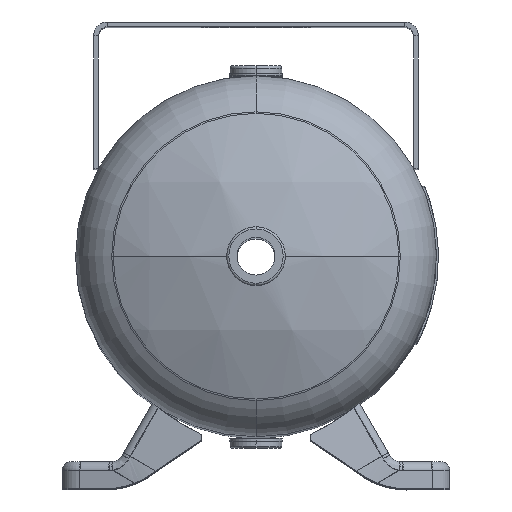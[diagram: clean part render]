
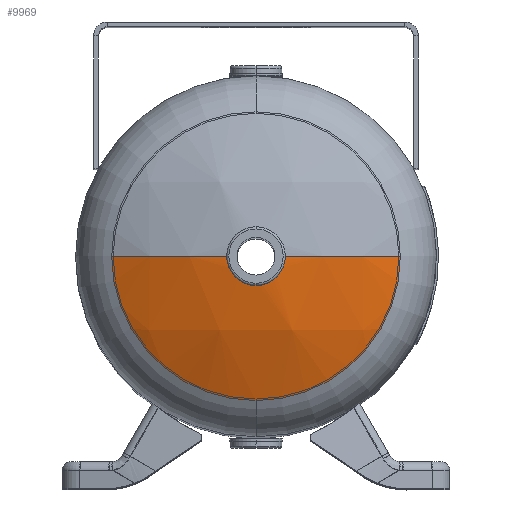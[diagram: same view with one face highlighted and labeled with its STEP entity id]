
A CAD part, top view. The second image highlights one B-rep face of the part: STEP entity #9969.
In plain terms, the highlighted spherical face has radius 228.6 mm.
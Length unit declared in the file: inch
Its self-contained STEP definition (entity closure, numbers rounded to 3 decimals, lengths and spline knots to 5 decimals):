
#204 = AXIS2_PLACEMENT_3D ( 'NONE', #5739, #4638, #6722 ) ;
#641 = VERTEX_POINT ( 'NONE', #5512 ) ;
#954 = SPHERICAL_SURFACE ( 'NONE', #9304, 9. ) ;
#970 = EDGE_CURVE ( 'NONE', #12406, #3276, #5286, .T. ) ;
#1189 = DIRECTION ( 'NONE',  ( 1., 0., 0. ) ) ;
#1612 = CARTESIAN_POINT ( 'NONE',  ( 0., -5.99382, 0. ) ) ;
#2671 = EDGE_CURVE ( 'NONE', #641, #3905, #2865, .T. ) ;
#2865 = CIRCLE ( 'NONE', #204, 9. ) ;
#3276 = VERTEX_POINT ( 'NONE', #6487 ) ;
#3306 = CIRCLE ( 'NONE', #4536, 9. ) ;
#3905 = VERTEX_POINT ( 'NONE', #6662 ) ;
#4037 = ORIENTED_EDGE ( 'NONE', *, *, #970, .F. ) ;
#4536 = AXIS2_PLACEMENT_3D ( 'NONE', #1612, #6778, #7880 ) ;
#4583 = CARTESIAN_POINT ( 'NONE',  ( -0.71875, 2.97743, 0. ) ) ;
#4638 = DIRECTION ( 'NONE',  ( 0., 0., -1. ) ) ;
#4913 = DIRECTION ( 'NONE',  ( 0., -1., 0. ) ) ;
#5246 = AXIS2_PLACEMENT_3D ( 'NONE', #12136, #10196, #7226 ) ;
#5286 = CIRCLE ( 'NONE', #8396, 4. ) ;
#5363 = EDGE_CURVE ( 'NONE', #3905, #12406, #12073, .T. ) ;
#5512 = CARTESIAN_POINT ( 'NONE',  ( 0.71875, 2.97743, 0. ) ) ;
#5739 = CARTESIAN_POINT ( 'NONE',  ( 0., -5.99382, 0. ) ) ;
#6163 = DIRECTION ( 'NONE',  ( 0., 0., -1. ) ) ;
#6487 = CARTESIAN_POINT ( 'NONE',  ( -4., 2.06844, 0. ) ) ;
#6662 = CARTESIAN_POINT ( 'NONE',  ( 4., 2.06844, 0. ) ) ;
#6722 = DIRECTION ( 'NONE',  ( 0., 1., 0. ) ) ;
#6778 = DIRECTION ( 'NONE',  ( 0., 0., 1. ) ) ;
#6904 = FACE_OUTER_BOUND ( 'NONE', #9711, .T. ) ;
#6934 = ORIENTED_EDGE ( 'NONE', *, *, #2671, .F. ) ;
#7226 = DIRECTION ( 'NONE',  ( 0., 0., -1. ) ) ;
#7631 = DIRECTION ( 'NONE',  ( 1., 0., 0. ) ) ;
#7880 = DIRECTION ( 'NONE',  ( 1., 0., 0. ) ) ;
#8048 = DIRECTION ( 'NONE',  ( 0., 1., 0. ) ) ;
#8058 = CIRCLE ( 'NONE', #9699, 0.71875 ) ;
#8396 = AXIS2_PLACEMENT_3D ( 'NONE', #11655, #4913, #6163 ) ;
#8442 = VERTEX_POINT ( 'NONE', #4583 ) ;
#8601 = DIRECTION ( 'NONE',  ( 0., 0., 1. ) ) ;
#9304 = AXIS2_PLACEMENT_3D ( 'NONE', #12725, #8601, #7631 ) ;
#9318 = CARTESIAN_POINT ( 'NONE',  ( 0., 2.06844, 4. ) ) ;
#9699 = AXIS2_PLACEMENT_3D ( 'NONE', #11917, #8048, #1189 ) ;
#9711 = EDGE_LOOP ( 'NONE', ( #11617, #11684, #4037, #9767, #6934 ) ) ;
#9767 = ORIENTED_EDGE ( 'NONE', *, *, #5363, .F. ) ;
#9959 = EDGE_CURVE ( 'NONE', #8442, #3276, #3306, .T. ) ;
#9969 = ADVANCED_FACE ( 'NONE', ( #6904 ), #954, .T. ) ;
#10196 = DIRECTION ( 'NONE',  ( 0., -1., 0. ) ) ;
#11617 = ORIENTED_EDGE ( 'NONE', *, *, #11887, .F. ) ;
#11655 = CARTESIAN_POINT ( 'NONE',  ( 0., 2.06844, 0. ) ) ;
#11684 = ORIENTED_EDGE ( 'NONE', *, *, #9959, .T. ) ;
#11887 = EDGE_CURVE ( 'NONE', #8442, #641, #8058, .T. ) ;
#11917 = CARTESIAN_POINT ( 'NONE',  ( 0., 2.97743, 0. ) ) ;
#12073 = CIRCLE ( 'NONE', #5246, 4. ) ;
#12136 = CARTESIAN_POINT ( 'NONE',  ( 0., 2.06844, 0. ) ) ;
#12406 = VERTEX_POINT ( 'NONE', #9318 ) ;
#12725 = CARTESIAN_POINT ( 'NONE',  ( 0., -5.99382, 0. ) ) ;
